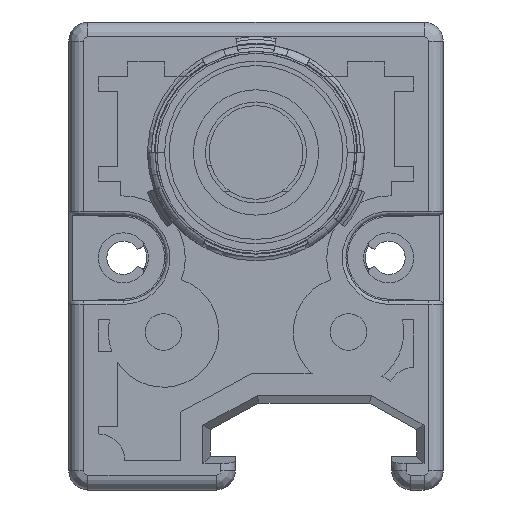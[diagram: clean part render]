
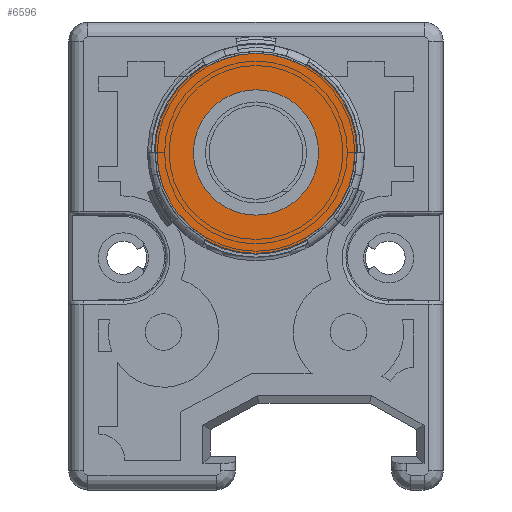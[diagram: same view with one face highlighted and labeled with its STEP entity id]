
A CAD part, front view. The second image highlights one B-rep face of the part: STEP entity #6596.
In plain terms, the highlighted planar face has unit normal (0, -1, 0).
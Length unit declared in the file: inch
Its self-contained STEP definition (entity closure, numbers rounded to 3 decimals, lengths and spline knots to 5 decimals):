
#355=CARTESIAN_POINT('',(0.,-0.98425,0.90157));
#356=DIRECTION('',(0.,-1.,0.));
#357=DIRECTION('',(0.5,0.,-0.866));
#358=AXIS2_PLACEMENT_3D('',#355,#356,#357);
#393=DIRECTION('',(-1.,0.,0.001));
#394=VECTOR('',#393,0.00492);
#395=CARTESIAN_POINT('',(-0.26476,-0.98425,
0.90172));
#396=LINE('',#395,#394);
#397=CARTESIAN_POINT('',(0.,-0.98425,0.90157));
#398=DIRECTION('',(0.,-1.,0.));
#399=DIRECTION('',(-0.5,0.,0.866));
#400=AXIS2_PLACEMENT_3D('',#397,#398,#399);
#402=DIRECTION('',(-0.501,0.,0.866));
#403=VECTOR('',#402,0.00492);
#404=CARTESIAN_POINT('',(-0.13238,-0.98425,
1.13087));
#405=LINE('',#404,#403);
#406=DIRECTION('',(0.499,0.,0.866));
#407=VECTOR('',#406,0.00492);
#408=CARTESIAN_POINT('',(0.13238,-0.98425,
1.13087));
#409=LINE('',#408,#407);
#410=CARTESIAN_POINT('',(0.,-0.98425,0.90157));
#411=DIRECTION('',(0.,-1.,0.));
#412=DIRECTION('',(1.,0.,0.));
#413=AXIS2_PLACEMENT_3D('',#410,#411,#412);
#415=DIRECTION('',(1.,0.,0.));
#416=VECTOR('',#415,0.00492);
#417=CARTESIAN_POINT('',(0.26476,-0.98425,
0.90157));
#418=LINE('',#417,#416);
#419=DIRECTION('',(0.501,0.,-0.866));
#420=VECTOR('',#419,0.00492);
#421=CARTESIAN_POINT('',(0.13238,-0.98425,
0.67228));
#422=LINE('',#421,#420);
#423=CARTESIAN_POINT('',(0.,-0.98425,0.90157));
#424=DIRECTION('',(0.,-1.,0.));
#425=DIRECTION('',(-0.5,0.,-0.866));
#426=AXIS2_PLACEMENT_3D('',#423,#424,#425);
#428=DIRECTION('',(-0.501,0.,-0.866));
#429=VECTOR('',#428,0.00492);
#430=CARTESIAN_POINT('',(-0.13238,-0.98425,
0.67228));
#431=LINE('',#430,#429);
#432=CARTESIAN_POINT('',(0.,-0.98425,0.90157));
#433=DIRECTION('',(0.,-1.,0.));
#434=DIRECTION('',(-0.866,0.,0.5));
#435=AXIS2_PLACEMENT_3D('',#432,#433,#434);
#437=CARTESIAN_POINT('',(0.,-0.98425,0.90157));
#438=DIRECTION('',(0.,-1.,0.));
#439=DIRECTION('',(0.866,0.,-0.5));
#440=AXIS2_PLACEMENT_3D('',#437,#438,#439);
#442=CARTESIAN_POINT('',(0.,-0.98425,0.90157));
#443=DIRECTION('',(0.,-1.,0.));
#444=DIRECTION('',(-1.,0.,0.001));
#445=AXIS2_PLACEMENT_3D('',#442,#443,#444);
#4024=CARTESIAN_POINT('',(0.,-0.98425,0.90157));
#4025=DIRECTION('',(0.,-1.,0.));
#4026=DIRECTION('',(0.5,0.,0.866));
#4027=AXIS2_PLACEMENT_3D('',#4024,#4025,#4026);
#5912=CARTESIAN_POINT('',(0.13484,-0.98425,
1.13513));
#5914=VERTEX_POINT('',#5912);
#5916=CARTESIAN_POINT('',(0.13238,-0.98425,
0.67228));
#5917=CARTESIAN_POINT('',(0.13484,-0.98425,
0.66802));
#5918=VERTEX_POINT('',#5916);
#5919=VERTEX_POINT('',#5917);
#5924=CARTESIAN_POINT('',(0.26476,-0.98425,
0.90157));
#5925=CARTESIAN_POINT('',(0.26968,-0.98425,
0.90157));
#5926=VERTEX_POINT('',#5924);
#5927=VERTEX_POINT('',#5925);
#5940=CARTESIAN_POINT('',(-0.13484,-0.98425,
0.66802));
#5941=VERTEX_POINT('',#5940);
#5952=CARTESIAN_POINT('',(0.13238,-0.98425,
1.13087));
#5953=VERTEX_POINT('',#5952);
#5956=CARTESIAN_POINT('',(-0.13238,-0.98425,
1.13087));
#5957=CARTESIAN_POINT('',(-0.13484,-0.98425,
1.13513));
#5958=VERTEX_POINT('',#5956);
#5959=VERTEX_POINT('',#5957);
#5988=CARTESIAN_POINT('',(-0.14491,-0.98425,
0.98524));
#5989=CARTESIAN_POINT('',(0.14491,-0.98425,
0.81791));
#5990=VERTEX_POINT('',#5988);
#5991=VERTEX_POINT('',#5989);
#6004=CARTESIAN_POINT('',(-0.26476,-0.98425,
0.90172));
#6005=CARTESIAN_POINT('',(-0.26968,-0.98425,
0.90172));
#6006=VERTEX_POINT('',#6004);
#6007=VERTEX_POINT('',#6005);
#6012=CARTESIAN_POINT('',(-0.13238,-0.98425,
0.67228));
#6013=VERTEX_POINT('',#6012);
#6561=CARTESIAN_POINT('',(0.,-0.98425,0.90157));
#6562=DIRECTION('',(0.,-1.,0.));
#6563=DIRECTION('',(-0.5,0.,-0.866));
#6564=AXIS2_PLACEMENT_3D('',#6561,#6562,#6563);
#6565=PLANE('',#6564);
#6567=ORIENTED_EDGE('',*,*,#6566,.F.);
#6569=ORIENTED_EDGE('',*,*,#6568,.T.);
#6571=ORIENTED_EDGE('',*,*,#6570,.F.);
#6573=ORIENTED_EDGE('',*,*,#6572,.F.);
#6575=ORIENTED_EDGE('',*,*,#6574,.F.);
#6577=ORIENTED_EDGE('',*,*,#6576,.T.);
#6579=ORIENTED_EDGE('',*,*,#6578,.F.);
#6581=ORIENTED_EDGE('',*,*,#6580,.F.);
#6582=ORIENTED_EDGE('',*,*,#6491,.F.);
#6583=ORIENTED_EDGE('',*,*,#6551,.T.);
#6585=ORIENTED_EDGE('',*,*,#6584,.F.);
#6587=ORIENTED_EDGE('',*,*,#6586,.F.);
#6588=EDGE_LOOP('',(#6567,#6569,#6571,#6573,#6575,#6577,#6579,#6581,#6582,#6583,
#6585,#6587));
#6589=FACE_OUTER_BOUND('',#6588,.F.);
#6591=ORIENTED_EDGE('',*,*,#6590,.T.);
#6593=ORIENTED_EDGE('',*,*,#6592,.T.);
#6594=EDGE_LOOP('',(#6591,#6593));
#6595=FACE_BOUND('',#6594,.F.);
#6596=ADVANCED_FACE('',(#6589,#6595),#6565,.T.);
#359=CIRCLE('',#358,0.26476);
#401=CIRCLE('',#400,0.26969);
#414=CIRCLE('',#413,0.26969);
#427=CIRCLE('',#426,0.26969);
#436=CIRCLE('',#435,0.16732);
#441=CIRCLE('',#440,0.16732);
#446=CIRCLE('',#445,0.26476);
#4028=CIRCLE('',#4027,0.26476);
#6491=EDGE_CURVE('',#5918,#5926,#359,.T.);
#6551=EDGE_CURVE('',#5918,#5919,#422,.T.);
#6566=EDGE_CURVE('',#6006,#6013,#446,.T.);
#6568=EDGE_CURVE('',#6006,#6007,#396,.T.);
#6570=EDGE_CURVE('',#5959,#6007,#401,.T.);
#6572=EDGE_CURVE('',#5958,#5959,#405,.T.);
#6574=EDGE_CURVE('',#5953,#5958,#4028,.T.);
#6576=EDGE_CURVE('',#5953,#5914,#409,.T.);
#6578=EDGE_CURVE('',#5927,#5914,#414,.T.);
#6580=EDGE_CURVE('',#5926,#5927,#418,.T.);
#6584=EDGE_CURVE('',#5941,#5919,#427,.T.);
#6586=EDGE_CURVE('',#6013,#5941,#431,.T.);
#6590=EDGE_CURVE('',#5990,#5991,#436,.T.);
#6592=EDGE_CURVE('',#5991,#5990,#441,.T.);
